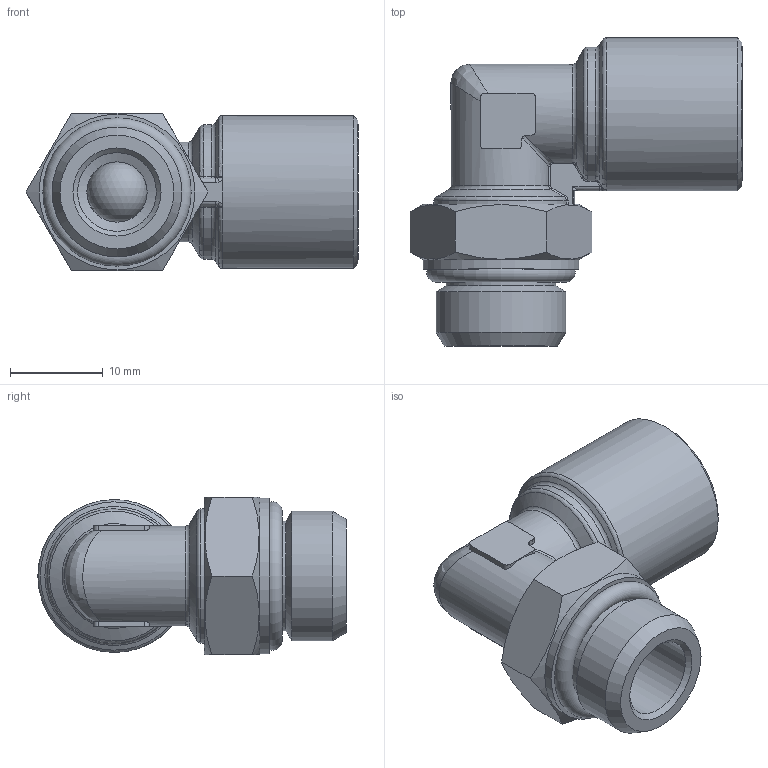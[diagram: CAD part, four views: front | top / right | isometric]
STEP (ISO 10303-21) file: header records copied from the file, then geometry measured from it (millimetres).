
FILE_DESCRIPTION(( 'MAF.16.08.M14X1.5.stp' ), '1');
FILE_NAME( 'MAF.16.08.M14X1.5.stp', '2021-02-19T15:27:24',( 'Sopra'),('sopra-pneumatic.com'), 'SwSTEP 2.0','SolidWorks 2009','' );
FILE_SCHEMA( ( 'AUTOMOTIVE_DESIGN { 1 0 10303 214 1 1 1 1 }' ) );
Length unit declared in the file: millimetre
Products named in the file (1): Rivoluzione2
Bounding box: 35.81 x 33.25 x 17 mm (x, y, z)
Volume: 6320 mm3; surface area: 4812.5 mm2
Topology: 1 solids, 1 shells, 259 faces, 674 edges, 436 vertices
Faces by surface type: bspline 99, plane 96, cylinder 41, cone 13, torus 9, sphere 1
Full cylindrical faces by diameter (mm): 4.85 x1, 5.85 x1, 6 x1, 6.5 x1, 8.15 x2, 8.5 x1, 11.8 x1, 14 x2, 16.5 x1, 16.8 x1
Entity records: 14327 total; most frequent: CARTESIAN_POINT 6764, ORIENTED_EDGE 1276, DIRECTION 826, EDGE_CURVE 638, VERTEX_POINT 428, EDGE_LOOP 307, LINE 294, VECTOR 294
